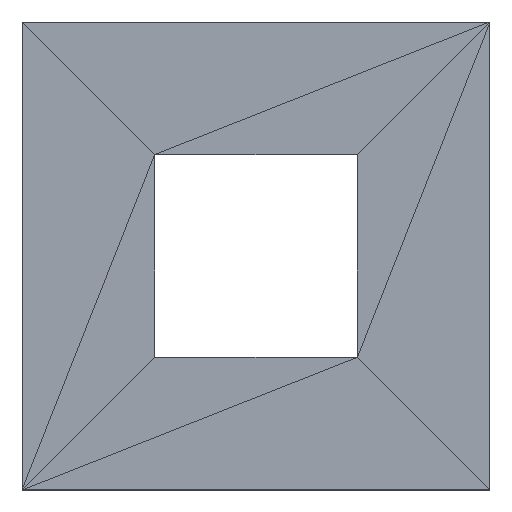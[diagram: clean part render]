
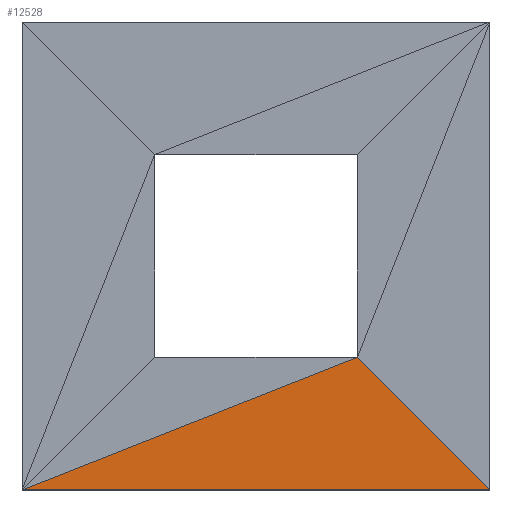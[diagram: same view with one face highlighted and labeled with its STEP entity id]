
A CAD part, top view. The second image highlights one B-rep face of the part: STEP entity #12528.
In plain terms, the highlighted planar face has unit normal (0, 0, 1).
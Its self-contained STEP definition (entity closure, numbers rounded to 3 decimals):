
#12258 = VERTEX_POINT('',#12259);
#12259 = CARTESIAN_POINT('',(0.722,-0.722,
    0.336));
#12266 = PLANE('',#12267);
#12267 = AXIS2_PLACEMENT_3D('',#12268,#12269,#12270);
#12268 = CARTESIAN_POINT('',(1.413,-0.053,
    0.336));
#12269 = DIRECTION('',(0.,0.,1.));
#12270 = DIRECTION('',(1.,0.,-0.));
#12289 = EDGE_CURVE('',#12258,#12290,#12292,.T.);
#12290 = VERTEX_POINT('',#12291);
#12291 = CARTESIAN_POINT('',(1.668,-1.668,
    0.336));
#12292 = SURFACE_CURVE('',#12293,(#12297,#12304),.PCURVE_S1.);
#12293 = LINE('',#12294,#12295);
#12294 = CARTESIAN_POINT('',(0.722,-0.722,
    0.336));
#12295 = VECTOR('',#12296,1.);
#12296 = DIRECTION('',(0.707,-0.707,0.));
#12297 = PCURVE('',#12266,#12298);
#12298 = DEFINITIONAL_REPRESENTATION('',(#12299),#12303);
#12299 = LINE('',#12300,#12301);
#12300 = CARTESIAN_POINT('',(-0.691,-0.669));
#12301 = VECTOR('',#12302,1.);
#12302 = DIRECTION('',(0.707,-0.707));
#12303 = ( GEOMETRIC_REPRESENTATION_CONTEXT(2) 
PARAMETRIC_REPRESENTATION_CONTEXT() REPRESENTATION_CONTEXT('2D SPACE',''
  ) );
#12304 = PCURVE('',#12305,#12310);
#12305 = PLANE('',#12306);
#12306 = AXIS2_PLACEMENT_3D('',#12307,#12308,#12309);
#12307 = CARTESIAN_POINT('',(0.053,-1.413,
    0.336));
#12308 = DIRECTION('',(0.,0.,1.));
#12309 = DIRECTION('',(0.,1.,0.));
#12310 = DEFINITIONAL_REPRESENTATION('',(#12311),#12314);
#12311 = B_SPLINE_CURVE_WITH_KNOTS('',1,(#12312,#12313),.UNSPECIFIED.,
  .F.,.F.,(2,2),(0.,1.338),.PIECEWISE_BEZIER_KNOTS.);
#12312 = CARTESIAN_POINT('',(0.691,-0.669));
#12313 = CARTESIAN_POINT('',(-0.255,-1.615));
#12314 = ( GEOMETRIC_REPRESENTATION_CONTEXT(2) 
PARAMETRIC_REPRESENTATION_CONTEXT() REPRESENTATION_CONTEXT('2D SPACE',''
  ) );
#12482 = VERTEX_POINT('',#12483);
#12483 = CARTESIAN_POINT('',(-1.668,-1.668,
    0.336));
#12528 = ADVANCED_FACE('',(#12529),#12305,.T.);
#12529 = FACE_BOUND('',#12530,.T.);
#12530 = EDGE_LOOP('',(#12531,#12556,#12581));
#12531 = ORIENTED_EDGE('',*,*,#12532,.T.);
#12532 = EDGE_CURVE('',#12258,#12482,#12533,.T.);
#12533 = SURFACE_CURVE('',#12534,(#12538,#12545),.PCURVE_S1.);
#12534 = LINE('',#12535,#12536);
#12535 = CARTESIAN_POINT('',(0.722,-0.722,
    0.336));
#12536 = VECTOR('',#12537,1.);
#12537 = DIRECTION('',(-0.93,-0.368,0.));
#12538 = PCURVE('',#12305,#12539);
#12539 = DEFINITIONAL_REPRESENTATION('',(#12540),#12544);
#12540 = LINE('',#12541,#12542);
#12541 = CARTESIAN_POINT('',(0.691,-0.669));
#12542 = VECTOR('',#12543,1.);
#12543 = DIRECTION('',(-0.368,0.93));
#12544 = ( GEOMETRIC_REPRESENTATION_CONTEXT(2) 
PARAMETRIC_REPRESENTATION_CONTEXT() REPRESENTATION_CONTEXT('2D SPACE',''
  ) );
#12545 = PCURVE('',#12546,#12551);
#12546 = PLANE('',#12547);
#12547 = AXIS2_PLACEMENT_3D('',#12548,#12549,#12550);
#12548 = CARTESIAN_POINT('',(-0.526,-1.068,
    0.336));
#12549 = DIRECTION('',(0.,0.,1.));
#12550 = DIRECTION('',(1.,0.,-0.));
#12551 = DEFINITIONAL_REPRESENTATION('',(#12552),#12555);
#12552 = B_SPLINE_CURVE_WITH_KNOTS('',1,(#12553,#12554),.UNSPECIFIED.,
  .F.,.F.,(2,2),(0.,2.571),.PIECEWISE_BEZIER_KNOTS.);
#12553 = CARTESIAN_POINT('',(1.248,0.345));
#12554 = CARTESIAN_POINT('',(-1.142,-0.601));
#12555 = ( GEOMETRIC_REPRESENTATION_CONTEXT(2) 
PARAMETRIC_REPRESENTATION_CONTEXT() REPRESENTATION_CONTEXT('2D SPACE',''
  ) );
#12556 = ORIENTED_EDGE('',*,*,#12557,.T.);
#12557 = EDGE_CURVE('',#12482,#12290,#12558,.T.);
#12558 = SURFACE_CURVE('',#12559,(#12563,#12570),.PCURVE_S1.);
#12559 = LINE('',#12560,#12561);
#12560 = CARTESIAN_POINT('',(-1.668,-1.668,
    0.336));
#12561 = VECTOR('',#12562,1.);
#12562 = DIRECTION('',(1.,0.,0.));
#12563 = PCURVE('',#12305,#12564);
#12564 = DEFINITIONAL_REPRESENTATION('',(#12565),#12569);
#12565 = LINE('',#12566,#12567);
#12566 = CARTESIAN_POINT('',(-0.255,1.721));
#12567 = VECTOR('',#12568,1.);
#12568 = DIRECTION('',(0.,-1.));
#12569 = ( GEOMETRIC_REPRESENTATION_CONTEXT(2) 
PARAMETRIC_REPRESENTATION_CONTEXT() REPRESENTATION_CONTEXT('2D SPACE',''
  ) );
#12570 = PCURVE('',#12571,#12576);
#12571 = PLANE('',#12572);
#12572 = AXIS2_PLACEMENT_3D('',#12573,#12574,#12575);
#12573 = CARTESIAN_POINT('',(-0.08,-1.668,
    0.248));
#12574 = DIRECTION('',(-0.,-1.,-0.));
#12575 = DIRECTION('',(0.,0.,-1.));
#12576 = DEFINITIONAL_REPRESENTATION('',(#12577),#12580);
#12577 = B_SPLINE_CURVE_WITH_KNOTS('',1,(#12578,#12579),.UNSPECIFIED.,
  .F.,.F.,(2,2),(0.,3.337),.PIECEWISE_BEZIER_KNOTS.);
#12578 = CARTESIAN_POINT('',(-0.088,-1.588));
#12579 = CARTESIAN_POINT('',(-0.088,1.748));
#12580 = ( GEOMETRIC_REPRESENTATION_CONTEXT(2) 
PARAMETRIC_REPRESENTATION_CONTEXT() REPRESENTATION_CONTEXT('2D SPACE',''
  ) );
#12581 = ORIENTED_EDGE('',*,*,#12289,.F.);
